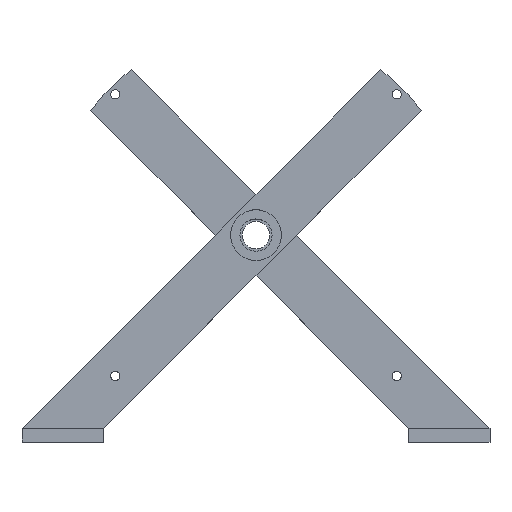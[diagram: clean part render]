
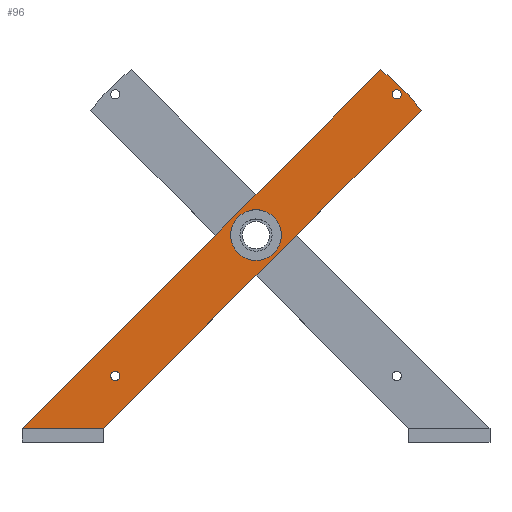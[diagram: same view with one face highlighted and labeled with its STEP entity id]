
A CAD part, top view. The second image highlights one B-rep face of the part: STEP entity #96.
In plain terms, the highlighted planar face has unit normal (0, 0, 1).
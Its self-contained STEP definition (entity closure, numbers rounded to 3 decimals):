
#59=FACE_BOUND('',#220,.F.);
#60=FACE_BOUND('',#221,.F.);
#61=FACE_BOUND('',#222,.F.);
#96=ADVANCED_FACE('',(#59,#60,#61,#152),#557,.T.);
#152=FACE_OUTER_BOUND('',#223,.F.);
#220=EDGE_LOOP('',(#395,#396));
#221=EDGE_LOOP('',(#397,#398));
#222=EDGE_LOOP('',(#399,#400));
#223=EDGE_LOOP('',(#401,#402,#403,#404,#405,#406,#407,#408));
#395=ORIENTED_EDGE('',*,*,#820,.T.);
#396=ORIENTED_EDGE('',*,*,#819,.T.);
#397=ORIENTED_EDGE('',*,*,#841,.T.);
#398=ORIENTED_EDGE('',*,*,#839,.T.);
#399=ORIENTED_EDGE('',*,*,#746,.T.);
#400=ORIENTED_EDGE('',*,*,#745,.T.);
#401=ORIENTED_EDGE('',*,*,#843,.F.);
#402=ORIENTED_EDGE('',*,*,#835,.T.);
#403=ORIENTED_EDGE('',*,*,#836,.F.);
#404=ORIENTED_EDGE('',*,*,#825,.T.);
#405=ORIENTED_EDGE('',*,*,#844,.F.);
#406=ORIENTED_EDGE('',*,*,#831,.T.);
#407=ORIENTED_EDGE('',*,*,#832,.F.);
#408=ORIENTED_EDGE('',*,*,#845,.F.);
#557=PLANE('',#1123);
#613=LINE('',#1680,#697);
#619=LINE('',#1686,#703);
#620=LINE('',#1687,#704);
#623=LINE('',#1690,#707);
#624=LINE('',#1691,#708);
#627=LINE('',#1698,#711);
#628=LINE('',#1699,#712);
#697=VECTOR('',#1272,35.355);
#703=VECTOR('',#1278,25.);
#704=VECTOR('',#1279,76.628);
#707=VECTOR('',#1282,25.);
#708=VECTOR('',#1283,93.794);
#711=VECTOR('',#1294,76.628);
#712=VECTOR('',#1295,118.794);
#745=EDGE_CURVE('',#1014,#1013,#883,.T.);
#746=EDGE_CURVE('',#1013,#1014,#884,.T.);
#819=EDGE_CURVE('',#946,#945,#913,.T.);
#820=EDGE_CURVE('',#945,#946,#914,.T.);
#825=EDGE_CURVE('',#948,#947,#613,.T.);
#831=EDGE_CURVE('',#973,#968,#619,.T.);
#832=EDGE_CURVE('',#942,#968,#620,.T.);
#835=EDGE_CURVE('',#971,#969,#623,.T.);
#836=EDGE_CURVE('',#948,#969,#624,.T.);
#839=EDGE_CURVE('',#983,#981,#917,.T.);
#841=EDGE_CURVE('',#981,#983,#919,.T.);
#843=EDGE_CURVE('',#971,#940,#627,.T.);
#844=EDGE_CURVE('',#973,#947,#628,.T.);
#845=EDGE_CURVE('',#940,#942,#921,.T.);
#883=CIRCLE('',#1048,2.);
#884=CIRCLE('',#1049,2.);
#913=CIRCLE('',#1078,10.999);
#914=CIRCLE('',#1079,10.999);
#917=CIRCLE('',#1082,2.);
#919=CIRCLE('',#1084,2.);
#921=CIRCLE('',#1086,90.);
#940=VERTEX_POINT('',#1469);
#942=VERTEX_POINT('',#1471);
#945=VERTEX_POINT('',#1474);
#946=VERTEX_POINT('',#1475);
#947=VERTEX_POINT('',#1476);
#948=VERTEX_POINT('',#1477);
#968=VERTEX_POINT('',#1497);
#969=VERTEX_POINT('',#1498);
#971=VERTEX_POINT('',#1500);
#973=VERTEX_POINT('',#1502);
#981=VERTEX_POINT('',#1510);
#983=VERTEX_POINT('',#1512);
#1013=VERTEX_POINT('',#1542);
#1014=VERTEX_POINT('',#1543);
#1048=AXIS2_PLACEMENT_3D('',#1548,#1162,#1163);
#1049=AXIS2_PLACEMENT_3D('',#1549,#1164,#1165);
#1078=AXIS2_PLACEMENT_3D('',#1674,#1262,#1263);
#1079=AXIS2_PLACEMENT_3D('',#1675,#1264,#1265);
#1082=AXIS2_PLACEMENT_3D('',#1694,#1286,#1287);
#1084=AXIS2_PLACEMENT_3D('',#1696,#1290,#1291);
#1086=AXIS2_PLACEMENT_3D('',#1700,#1296,#1297);
#1123=AXIS2_PLACEMENT_3D('',#1763,#1396,#1397);
#1162=DIRECTION('',(0.,0.,1.));
#1163=DIRECTION('',(-0.707,-0.707,0.));
#1164=DIRECTION('',(0.,0.,1.));
#1165=DIRECTION('',(0.707,0.707,0.));
#1262=DIRECTION('',(0.,0.,1.));
#1263=DIRECTION('',(1.,0.,0.));
#1264=DIRECTION('',(0.,0.,1.));
#1265=DIRECTION('',(-1.,0.,0.));
#1272=DIRECTION('',(-1.,0.,0.));
#1278=DIRECTION('',(0.707,0.707,0.));
#1279=DIRECTION('',(-0.707,-0.707,0.));
#1282=DIRECTION('',(-0.707,-0.707,0.));
#1283=DIRECTION('',(0.707,0.707,0.));
#1286=DIRECTION('',(0.,0.,1.));
#1287=DIRECTION('',(0.707,0.707,0.));
#1290=DIRECTION('',(0.,0.,1.));
#1291=DIRECTION('',(-0.707,-0.707,0.));
#1294=DIRECTION('',(0.707,0.707,0.));
#1295=DIRECTION('',(-0.707,-0.707,0.));
#1296=DIRECTION('',(0.,0.,1.));
#1297=DIRECTION('',(0.798,0.602,0.));
#1396=DIRECTION('',(0.,0.,1.));
#1397=DIRECTION('',(1.,0.,0.));
#1469=CARTESIAN_POINT('',(71.862,54.184,6.));
#1471=CARTESIAN_POINT('',(54.184,71.862,6.));
#1474=CARTESIAN_POINT('',(-10.999,0.,6.));
#1475=CARTESIAN_POINT('',(10.999,0.,6.));
#1476=CARTESIAN_POINT('',(-101.678,-84.,6.));
#1477=CARTESIAN_POINT('',(-66.322,-84.,6.));
#1497=CARTESIAN_POINT('',(0.,17.678,6.));
#1498=CARTESIAN_POINT('',(0.,-17.678,6.));
#1500=CARTESIAN_POINT('',(17.678,0.,6.));
#1502=CARTESIAN_POINT('',(-17.678,0.,6.));
#1510=CARTESIAN_POINT('',(59.749,59.749,6.));
#1512=CARTESIAN_POINT('',(62.578,62.578,6.));
#1542=CARTESIAN_POINT('',(-59.749,-59.749,6.));
#1543=CARTESIAN_POINT('',(-62.578,-62.578,6.));
#1548=CARTESIAN_POINT('',(-61.163,-61.163,6.));
#1549=CARTESIAN_POINT('',(-61.163,-61.163,6.));
#1674=CARTESIAN_POINT('',(0.,0.,6.));
#1675=CARTESIAN_POINT('',(0.,0.,6.));
#1680=CARTESIAN_POINT('',(-66.322,-84.,6.));
#1686=CARTESIAN_POINT('',(-17.678,0.,6.));
#1687=CARTESIAN_POINT('',(54.184,71.862,6.));
#1690=CARTESIAN_POINT('',(17.678,0.,6.));
#1691=CARTESIAN_POINT('',(-66.322,-84.,6.));
#1694=CARTESIAN_POINT('',(61.163,61.163,6.));
#1696=CARTESIAN_POINT('',(61.163,61.163,6.));
#1698=CARTESIAN_POINT('',(17.678,0.,6.));
#1699=CARTESIAN_POINT('',(-17.678,0.,6.));
#1700=CARTESIAN_POINT('',(0.,0.,6.));
#1763=CARTESIAN_POINT('',(-103.413,-85.735,6.));
